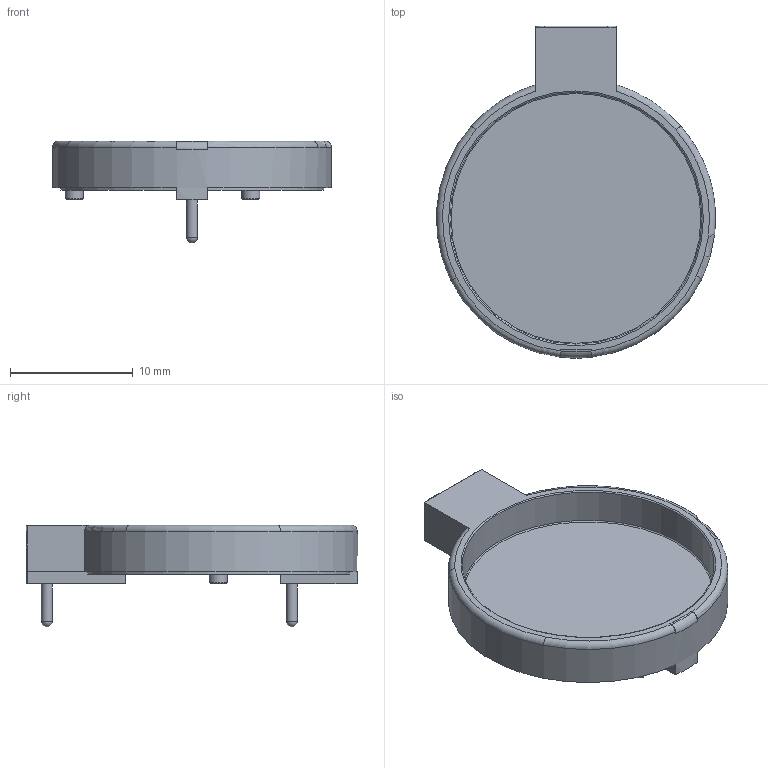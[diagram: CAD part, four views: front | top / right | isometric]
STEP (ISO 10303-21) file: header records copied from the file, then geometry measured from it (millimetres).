
FILE_DESCRIPTION(('FreeCAD Model'),'2;1');
FILE_NAME('Project''s_libs/STEP/CH25-2032LF_approx.step','2019-12-31T16:48:56',('Author'),('') ,'Open CASCADE STEP processor 7.3','FreeCAD','Unknown');
FILE_SCHEMA(('AUTOMOTIVE_DESIGN { 1 0 10303 214 1 1 1 1 }'));
Length unit declared in the file: millimetre
Products named in the file (1): Fillet003
Bounding box: 22.78 x 27.09 x 8.3 mm (x, y, z)
Volume: 772.9 mm3; surface area: 1433.1 mm2
Topology: 1 solids, 1 shells, 58 faces, 150 edges, 98 vertices
Faces by surface type: plane 23, cylinder 18, torus 12, cone 3, sphere 2
Full cylindrical faces by diameter (mm): 0.9 x2, 1.5 x3, 20.6 x1
Entity records: 1926 total; most frequent: CARTESIAN_POINT 437, DIRECTION 331, ORIENTED_EDGE 296, EDGE_CURVE 148, AXIS2_PLACEMENT_3D 132, VERTEX_POINT 98, CIRCLE 67, LINE 67
